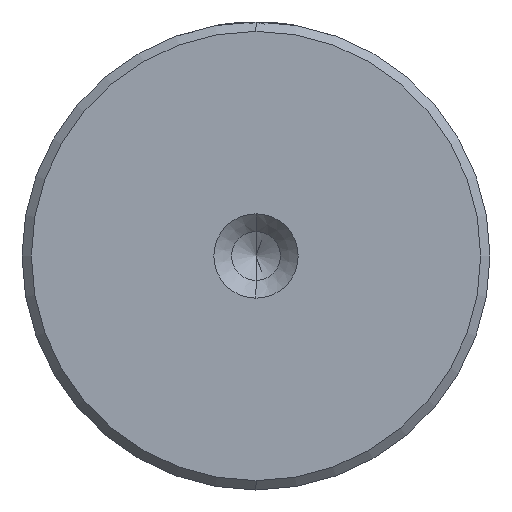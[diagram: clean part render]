
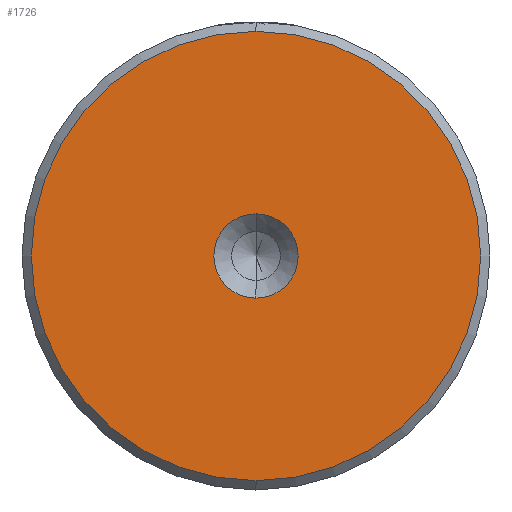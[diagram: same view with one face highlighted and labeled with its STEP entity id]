
A CAD part, left-side view. The second image highlights one B-rep face of the part: STEP entity #1726.
In plain terms, the highlighted planar face has unit normal (-1, 0, 0).
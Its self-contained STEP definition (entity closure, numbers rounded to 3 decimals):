
#10 = DIRECTION ( 'NONE',  ( 0., 0., 1. ) ) ;
#181 = DIRECTION ( 'NONE',  ( 0., 0., 1. ) ) ;
#190 = CARTESIAN_POINT ( 'NONE',  ( 0., 0., 0. ) ) ;
#346 = DIRECTION ( 'NONE',  ( 0., 0., 1. ) ) ;
#358 = DIRECTION ( 'NONE',  ( -1., 0., 0. ) ) ;
#373 = DIRECTION ( 'NONE',  ( 0., 0., 1. ) ) ;
#384 = DIRECTION ( 'NONE',  ( -1., 0., 0. ) ) ;
#437 = CIRCLE ( 'NONE', #1464, 2.25 ) ;
#443 = ORIENTED_EDGE ( 'NONE', *, *, #1774, .F. ) ;
#534 = EDGE_LOOP ( 'NONE', ( #1697, #443 ) ) ;
#556 = CARTESIAN_POINT ( 'NONE',  ( 0., 0., 0. ) ) ;
#570 = FACE_OUTER_BOUND ( 'NONE', #1024, .T. ) ;
#646 = VERTEX_POINT ( 'NONE', #1799 ) ;
#696 = AXIS2_PLACEMENT_3D ( 'NONE', #1094, #1494, #346 ) ;
#806 = EDGE_CURVE ( 'NONE', #646, #2062, #1339, .T. ) ;
#813 = CARTESIAN_POINT ( 'NONE',  ( 0., 0., -2.25 ) ) ;
#814 = VERTEX_POINT ( 'NONE', #2003 ) ;
#835 = VERTEX_POINT ( 'NONE', #1132 ) ;
#880 = AXIS2_PLACEMENT_3D ( 'NONE', #556, #358, #181 ) ;
#1024 = EDGE_LOOP ( 'NONE', ( #1133, #2288 ) ) ;
#1069 = FACE_BOUND ( 'NONE', #534, .T. ) ;
#1094 = CARTESIAN_POINT ( 'NONE',  ( 0., 0., 0. ) ) ;
#1132 = CARTESIAN_POINT ( 'NONE',  ( 0., 0., -12. ) ) ;
#1133 = ORIENTED_EDGE ( 'NONE', *, *, #2094, .T. ) ;
#1166 = DIRECTION ( 'NONE',  ( -1., 0., 0. ) ) ;
#1286 = AXIS2_PLACEMENT_3D ( 'NONE', #2239, #1166, #10 ) ;
#1339 = CIRCLE ( 'NONE', #880, 2.25 ) ;
#1390 = CIRCLE ( 'NONE', #1824, 12. ) ;
#1464 = AXIS2_PLACEMENT_3D ( 'NONE', #190, #1518, #373 ) ;
#1494 = DIRECTION ( 'NONE',  ( -1., 0., 0. ) ) ;
#1518 = DIRECTION ( 'NONE',  ( -1., 0., 0. ) ) ;
#1526 = CARTESIAN_POINT ( 'NONE',  ( 0., 0., 0. ) ) ;
#1697 = ORIENTED_EDGE ( 'NONE', *, *, #806, .F. ) ;
#1703 = DIRECTION ( 'NONE',  ( 0., 0., 1. ) ) ;
#1726 = ADVANCED_FACE ( 'NONE', ( #570, #1069 ), #2380, .T. ) ;
#1774 = EDGE_CURVE ( 'NONE', #2062, #646, #437, .T. ) ;
#1787 = EDGE_CURVE ( 'NONE', #814, #835, #1390, .T. ) ;
#1799 = CARTESIAN_POINT ( 'NONE',  ( 0., 0., 2.25 ) ) ;
#1824 = AXIS2_PLACEMENT_3D ( 'NONE', #1526, #384, #1703 ) ;
#1957 = CIRCLE ( 'NONE', #1286, 12. ) ;
#2003 = CARTESIAN_POINT ( 'NONE',  ( 0., 0., 12. ) ) ;
#2062 = VERTEX_POINT ( 'NONE', #813 ) ;
#2094 = EDGE_CURVE ( 'NONE', #835, #814, #1957, .T. ) ;
#2239 = CARTESIAN_POINT ( 'NONE',  ( 0., 0., 0. ) ) ;
#2288 = ORIENTED_EDGE ( 'NONE', *, *, #1787, .T. ) ;
#2380 = PLANE ( 'NONE',  #696 ) ;
